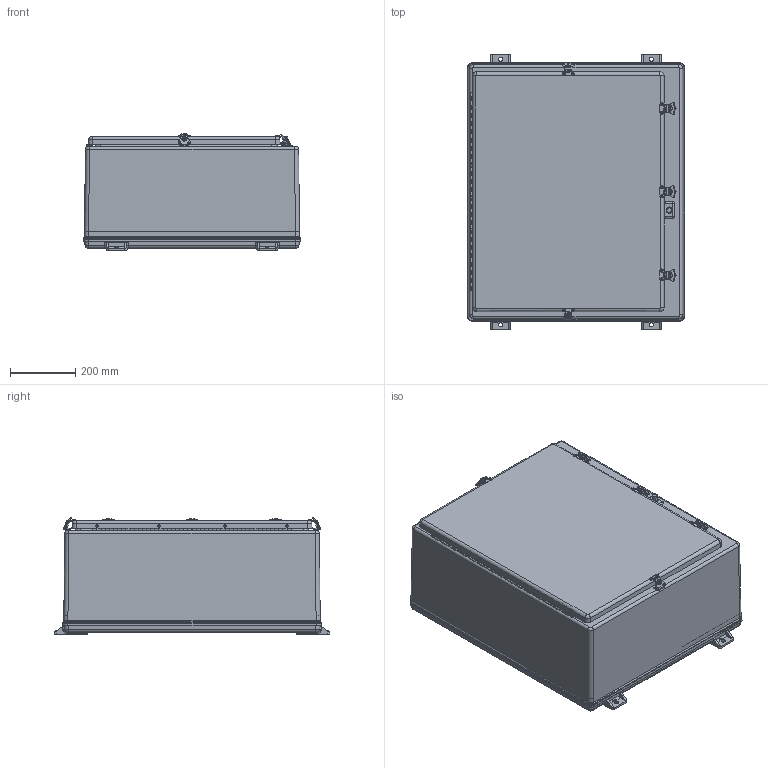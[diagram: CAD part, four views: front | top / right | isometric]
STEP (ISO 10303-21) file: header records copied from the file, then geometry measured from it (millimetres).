
FILE_DESCRIPTION (( 'STEP AP214' ), '1' );
FILE_NAME ('T302412HWT.STEP', '2018-11-08T14:02:02', ( '' ), ( '' ), 'SwSTEP 2.0', 'SolidWorks 2018', '' );
FILE_SCHEMA (( 'AUTOMOTIVE_DESIGN' ));
Length unit declared in the file: inch
Products named in the file (1): T302412HWT
Bounding box: 667.54 x 848.52 x 358.53 mm (x, y, z)
Volume: 11154276.3 mm3; surface area: 4489360.1 mm2
Topology: 63 solids, 63 shells, 1763 faces, 4290 edges, 2633 vertices
Faces by surface type: cylinder 712, plane 659, bspline 318, torus 44, cone 30
Full cylindrical faces by diameter (mm): 1.587 x16, 1.588 x4, 1.651 x8, 3.175 x49, 3.302 x54, 3.429 x10, 3.5 x10, 3.556 x20, 3.969 x10, 4.762 x10, 5.08 x10, 5.105 x1, 5.11 x1, 6.35 x1, 7.137 x2, 7.544 x8, 8.64 x2, 10.312 x1, 12.954 x2, 12.959 x2, 14.3 x4
Entity records: 88144 total; most frequent: CARTESIAN_POINT 25862, ORIENTED_EDGE 7748, DIRECTION 7594, EDGE_CURVE 3874, AXIS2_PLACEMENT_3D 2864, VERTEX_POINT 2581, EDGE_LOOP 2451, FACE_OUTER_BOUND 2055
